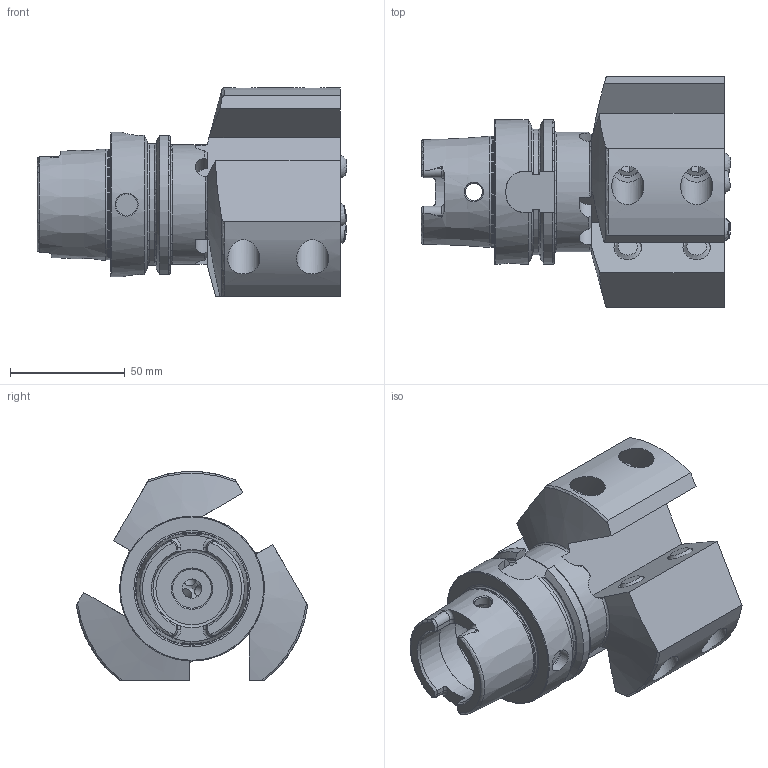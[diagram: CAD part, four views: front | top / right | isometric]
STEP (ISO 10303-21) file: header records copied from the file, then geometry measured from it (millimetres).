
FILE_DESCRIPTION (( 'STEP AP214' ), '1' );
FILE_NAME ('HA6.V25.R31.100.STEP', '2022-03-07T11:51:44', ( '' ), ( '' ), 'SwSTEP 2.0', 'SolidWorks 2017', '' );
FILE_SCHEMA (( 'AUTOMOTIVE_DESIGN' ));
Length unit declared in the file: millimetre
Products named in the file (6): ISO 4026 - M12 x 25; KU1-U14.001.012; HA6.V25.R31.100; HA6-V25.R31.100_C; KU1-U14.001.012_2; KU1-U14.001.012_1
Assembly tree (12 placements, depth 3):
  HA6.V25.R31.100
    HA6-V25.R31.100_C
    ISO 4026 - M12 x 25  x6
    KU1-U14.001.012  x3
      KU1-U14.001.012_1
      KU1-U14.001.012_2
Bounding box: 134.71 x 100.92 x 91 mm (x, y, z)
Volume: 362667.1 mm3; surface area: 79234.6 mm2
Topology: 13 solids, 13 shells, 292 faces, 722 edges, 461 vertices
Faces by surface type: plane 127, cylinder 74, cone 53, torus 27, sphere 6, bspline 5
Full cylindrical faces by diameter (mm): 3.15 x1, 5 x6, 7.5 x2, 8.4 x1, 10 x4, 10.25 x6, 12 x6, 14 x12, 17 x1, 19 x1, 34 x2, 40 x1, 47.941 x1, 52 x1, 63 x1
Entity records: 9355 total; most frequent: CARTESIAN_POINT 3470, DIRECTION 942, ORIENTED_EDGE 926, EDGE_CURVE 463, AXIS2_PLACEMENT_3D 394, VERTEX_POINT 332, EDGE_LOOP 311, FACE_OUTER_BOUND 259
